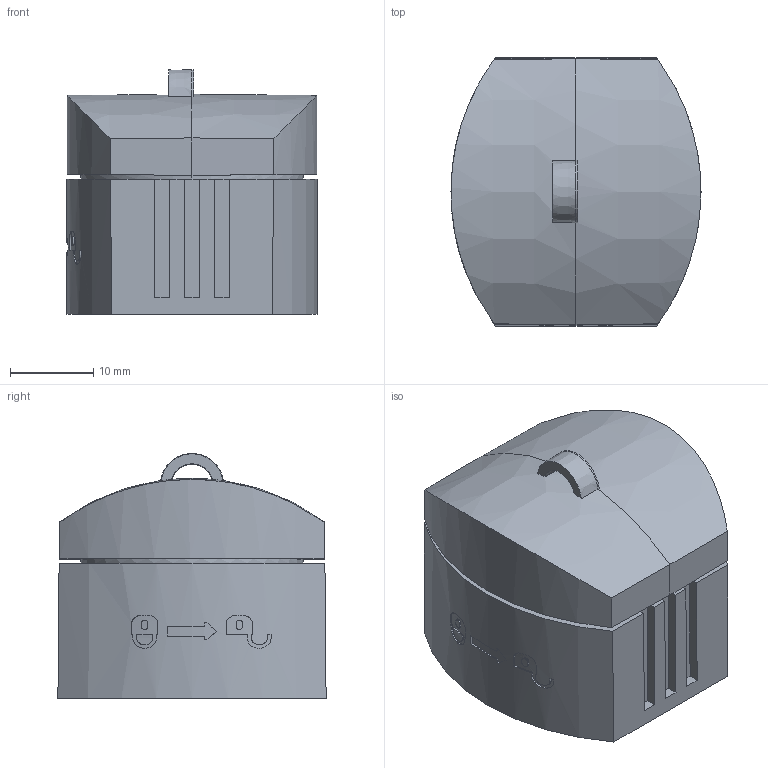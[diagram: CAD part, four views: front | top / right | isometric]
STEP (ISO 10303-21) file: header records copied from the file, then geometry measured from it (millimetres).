
FILE_DESCRIPTION(('Creo Elements/Direct Modeling STEP Export'),'2;1');
FILE_NAME('model.stp','2023-11-10T 7:27:02',(''),(''),'Creo Elements/Direct Modeling STEP processor for AP214 (Solid Model)','Creo Elements/Direct Modeling 20.1D 10-Oct-2020 (C) Parametric Technology GmbH','');
FILE_SCHEMA(('AUTOMOTIVE_DESIGN { 1 0 10303 214 1 1 1 1 }'));
Length unit declared in the file: millimetre
Products named in the file (2): IPD_PL_CAP_W32_WP_GY-select
Assembly tree (1 placements, depth 2):
  IPD_PL_CAP_W32_WP_GY-select
    IPD_PL_CAP_W32_WP_GY-select
Bounding box: 30.1 x 32.29 x 29.49 mm (x, y, z)
Volume: 11255.7 mm3; surface area: 7857.9 mm2
Topology: 1 solids, 1 shells, 159 faces, 440 edges, 290 vertices
Faces by surface type: plane 101, cylinder 30, cone 12, extrusion 12, torus 4
Entity records: 7194 total; most frequent: CARTESIAN_POINT 1903, ORIENTED_EDGE 880, DIRECTION 756, EDGE_CURVE 440, VERTEX_POINT 290, AXIS2_PLACEMENT_3D 259, VECTOR 238, LINE 226
